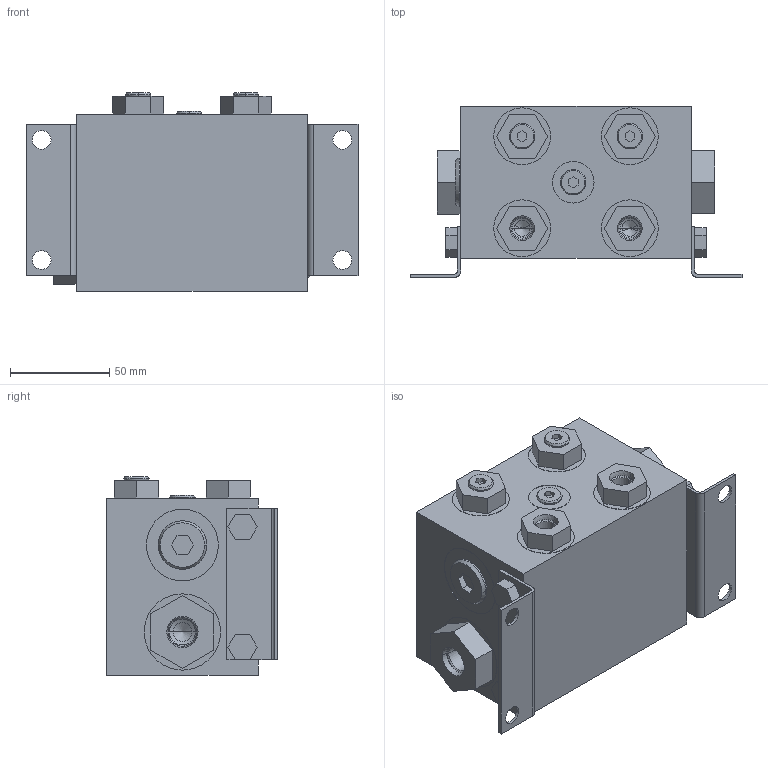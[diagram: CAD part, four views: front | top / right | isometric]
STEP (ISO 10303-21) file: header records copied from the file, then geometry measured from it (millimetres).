
FILE_DESCRIPTION((''),'2;1');
FILE_NAME('ILC70941102','2005-05-17T',('KR'),(''),'PRO/ENGINEER BY PARAMETRIC TECHNOLOGY CORPORATION, 2004290','PRO/ENGINEER BY PARAMETRIC TECHNOLOGY CORPORATION, 2004290','');
FILE_SCHEMA(('AUTOMOTIVE_DESIGN_CC2 { 1 2 10303 214 -1 1 5 2 }'));
Length unit declared in the file: inch
Products named in the file (1): ILC70941102
Bounding box: 166.88 x 85.85 x 99.95 mm (x, y, z)
Volume: 793830.4 mm3; surface area: 117876.1 mm2
Topology: 6 solids, 37 shells, 551 faces, 1300 edges, 805 vertices
Faces by surface type: plane 201, cylinder 200, cone 150
Entity records: 15539 total; most frequent: DIRECTION 2894, CARTESIAN_POINT 2599, ORIENTED_EDGE 2376, EDGE_CURVE 1242, AXIS2_PLACEMENT_3D 1100, VERTEX_POINT 805, VECTOR 694, LINE 694
